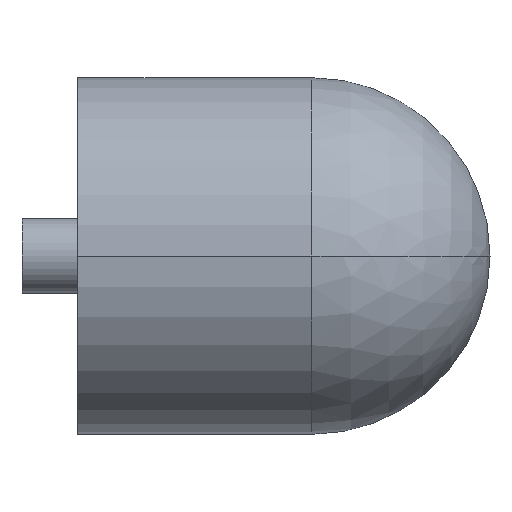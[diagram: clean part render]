
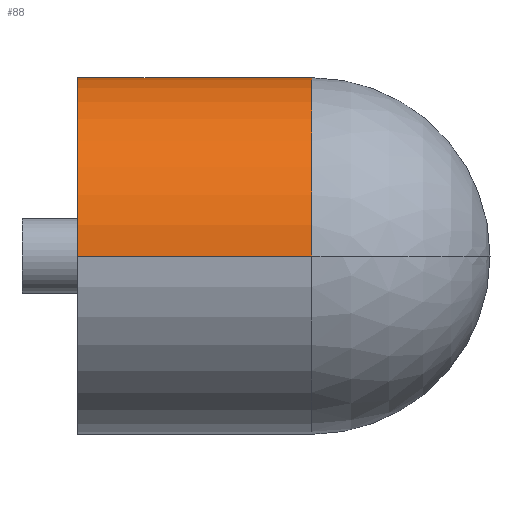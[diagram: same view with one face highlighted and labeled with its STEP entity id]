
A CAD part, front view. The second image highlights one B-rep face of the part: STEP entity #88.
In plain terms, the highlighted cylindrical face has radius 24 mm (diameter 48 mm), a partial arc.
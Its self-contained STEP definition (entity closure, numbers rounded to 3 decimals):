
#25 = LINE ( 'NONE', #450, #368 ) ;
#31 = VECTOR ( 'NONE', #529, 1000. ) ;
#32 = CARTESIAN_POINT ( 'NONE',  ( -7.5, -48.5, 0. ) ) ;
#68 = EDGE_CURVE ( 'NONE', #129, #434, #442, .T. ) ;
#70 = ORIENTED_EDGE ( 'NONE', *, *, #585, .T. ) ;
#82 = CARTESIAN_POINT ( 'NONE',  ( 24., -48.5, -24. ) ) ;
#88 = ADVANCED_FACE ( 'NONE', ( #615 ), #407, .T. ) ;
#101 = LINE ( 'NONE', #682, #31 ) ;
#107 = EDGE_LOOP ( 'NONE', ( #70, #662, #392, #632 ) ) ;
#129 = VERTEX_POINT ( 'NONE', #411 ) ;
#149 = CARTESIAN_POINT ( 'NONE',  ( 24., -72.5, -24. ) ) ;
#190 = EDGE_CURVE ( 'NONE', #434, #205, #101, .T. ) ;
#205 = VERTEX_POINT ( 'NONE', #372 ) ;
#215 = AXIS2_PLACEMENT_3D ( 'NONE', #675, #560, #665 ) ;
#243 = CIRCLE ( 'NONE', #639, 24. ) ;
#266 = DIRECTION ( 'NONE',  ( 0., 0., -1. ) ) ;
#290 = DIRECTION ( 'NONE',  ( 1., 0., 0. ) ) ;
#318 = AXIS2_PLACEMENT_3D ( 'NONE', #82, #290, #468 ) ;
#346 = DIRECTION ( 'NONE',  ( -1., 0., 0. ) ) ;
#368 = VECTOR ( 'NONE', #346, 1000. ) ;
#372 = CARTESIAN_POINT ( 'NONE',  ( -7.5, -72.5, -24. ) ) ;
#392 = ORIENTED_EDGE ( 'NONE', *, *, #190, .F. ) ;
#407 = CYLINDRICAL_SURFACE ( 'NONE', #215, 24. ) ;
#411 = CARTESIAN_POINT ( 'NONE',  ( 24., -48.5, 0. ) ) ;
#434 = VERTEX_POINT ( 'NONE', #149 ) ;
#442 = CIRCLE ( 'NONE', #318, 24. ) ;
#450 = CARTESIAN_POINT ( 'NONE',  ( 0., -48.5, 0. ) ) ;
#467 = CARTESIAN_POINT ( 'NONE',  ( -7.5, -48.5, -24. ) ) ;
#468 = DIRECTION ( 'NONE',  ( 0., 0., -1. ) ) ;
#477 = DIRECTION ( 'NONE',  ( -1., 0., 0. ) ) ;
#513 = VERTEX_POINT ( 'NONE', #32 ) ;
#529 = DIRECTION ( 'NONE',  ( -1., 0., 0. ) ) ;
#560 = DIRECTION ( 'NONE',  ( -1., 0., 0. ) ) ;
#585 = EDGE_CURVE ( 'NONE', #129, #513, #25, .T. ) ;
#609 = EDGE_CURVE ( 'NONE', #205, #513, #243, .T. ) ;
#615 = FACE_OUTER_BOUND ( 'NONE', #107, .T. ) ;
#632 = ORIENTED_EDGE ( 'NONE', *, *, #68, .F. ) ;
#639 = AXIS2_PLACEMENT_3D ( 'NONE', #467, #477, #266 ) ;
#662 = ORIENTED_EDGE ( 'NONE', *, *, #609, .F. ) ;
#665 = DIRECTION ( 'NONE',  ( 0., 0., 1. ) ) ;
#675 = CARTESIAN_POINT ( 'NONE',  ( 0., -48.5, -24. ) ) ;
#682 = CARTESIAN_POINT ( 'NONE',  ( -7.5, -72.5, -24. ) ) ;
